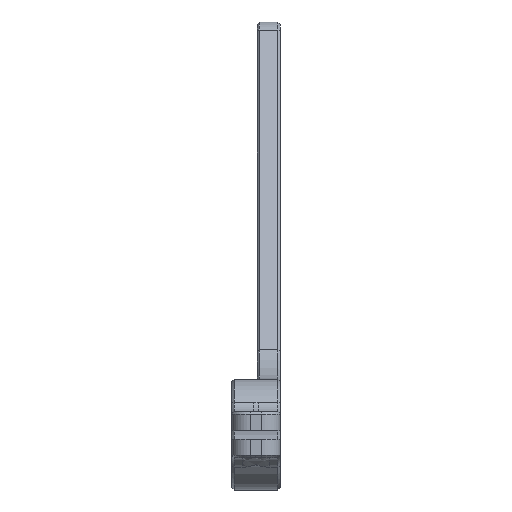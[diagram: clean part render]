
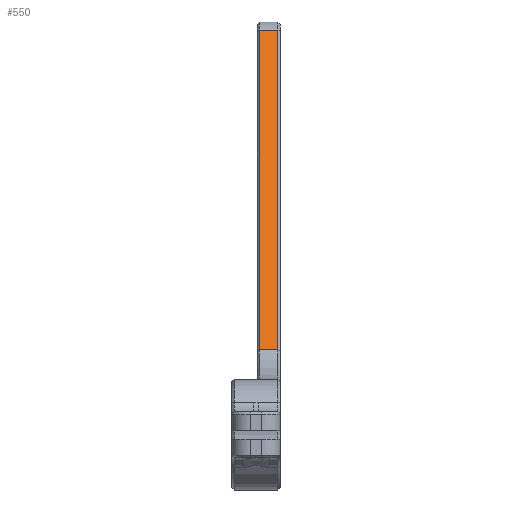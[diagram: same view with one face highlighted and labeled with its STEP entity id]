
A CAD part, left-side view. The second image highlights one B-rep face of the part: STEP entity #550.
In plain terms, the highlighted planar face has unit normal (-0.735, 0, 0.678).
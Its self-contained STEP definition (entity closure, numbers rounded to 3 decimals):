
#214 = DIRECTION ( 'NONE',  ( 0.735, 0., -0.678 ) ) ;
#358 = EDGE_CURVE ( 'NONE', #4760, #4206, #615, .T. ) ;
#550 = ADVANCED_FACE ( 'NONE', ( #2487 ), #4735, .F. ) ;
#583 = ORIENTED_EDGE ( 'NONE', *, *, #358, .F. ) ;
#615 = LINE ( 'NONE', #2740, #1264 ) ;
#730 = CARTESIAN_POINT ( 'NONE',  ( 90.94, 4.5, 18.437 ) ) ;
#801 = EDGE_CURVE ( 'NONE', #2324, #4206, #2761, .T. ) ;
#1264 = VECTOR ( 'NONE', #1600, 1000. ) ;
#1309 = VERTEX_POINT ( 'NONE', #3747 ) ;
#1409 = CARTESIAN_POINT ( 'NONE',  ( 90.94, 0., 18.437 ) ) ;
#1576 = ORIENTED_EDGE ( 'NONE', *, *, #4470, .T. ) ;
#1600 = DIRECTION ( 'NONE',  ( 0., -1., 0. ) ) ;
#1915 = AXIS2_PLACEMENT_3D ( 'NONE', #2512, #214, #2820 ) ;
#2051 = VECTOR ( 'NONE', #3089, 1000. ) ;
#2324 = VERTEX_POINT ( 'NONE', #3004 ) ;
#2432 = VECTOR ( 'NONE', #3383, 1000. ) ;
#2487 = FACE_OUTER_BOUND ( 'NONE', #2601, .T. ) ;
#2512 = CARTESIAN_POINT ( 'NONE',  ( 155.055, 5., 87.921 ) ) ;
#2601 = EDGE_LOOP ( 'NONE', ( #4303, #4079, #583, #1576 ) ) ;
#2740 = CARTESIAN_POINT ( 'NONE',  ( 155.055, 5., 87.921 ) ) ;
#2750 = CARTESIAN_POINT ( 'NONE',  ( 155.055, 4.5, 87.921 ) ) ;
#2761 = LINE ( 'NONE', #4447, #2432 ) ;
#2820 = DIRECTION ( 'NONE',  ( -0.678, 0., -0.735 ) ) ;
#2964 = LINE ( 'NONE', #1409, #2051 ) ;
#3004 = CARTESIAN_POINT ( 'NONE',  ( 90.94, 0.5, 18.437 ) ) ;
#3040 = CARTESIAN_POINT ( 'NONE',  ( 155.055, 0.5, 87.921 ) ) ;
#3089 = DIRECTION ( 'NONE',  ( 0., -1., 0. ) ) ;
#3321 = VECTOR ( 'NONE', #4423, 1000. ) ;
#3383 = DIRECTION ( 'NONE',  ( 0.678, 0., 0.735 ) ) ;
#3747 = CARTESIAN_POINT ( 'NONE',  ( 90.94, 4.5, 18.437 ) ) ;
#4079 = ORIENTED_EDGE ( 'NONE', *, *, #801, .T. ) ;
#4206 = VERTEX_POINT ( 'NONE', #3040 ) ;
#4303 = ORIENTED_EDGE ( 'NONE', *, *, #4692, .T. ) ;
#4321 = LINE ( 'NONE', #730, #3321 ) ;
#4423 = DIRECTION ( 'NONE',  ( -0.678, 0., -0.735 ) ) ;
#4447 = CARTESIAN_POINT ( 'NONE',  ( 155.055, 0.5, 87.921 ) ) ;
#4470 = EDGE_CURVE ( 'NONE', #4760, #1309, #4321, .T. ) ;
#4692 = EDGE_CURVE ( 'NONE', #1309, #2324, #2964, .T. ) ;
#4735 = PLANE ( 'NONE',  #1915 ) ;
#4760 = VERTEX_POINT ( 'NONE', #2750 ) ;
